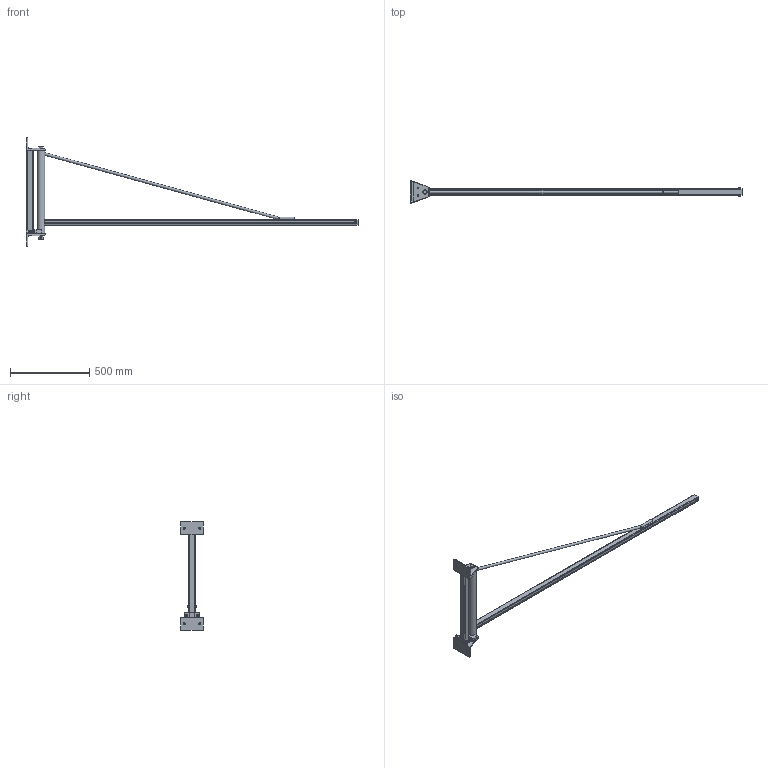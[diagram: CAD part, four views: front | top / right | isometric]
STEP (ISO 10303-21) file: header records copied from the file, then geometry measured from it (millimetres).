
FILE_DESCRIPTION(('STEP AP214'),'1');
FILE_NAME('PMH Väggsvängkran Frej 35-2.stp','2013-08-16T07:39:14',(' '),(' '),'Spatial InterOp 3D',' ',' ');
FILE_SCHEMA(('automotive_design'));
Length unit declared in the file: millimetre
Products named in the file (35): F0035-2; Ø48.3, L = 520 T = 4; Profil 3; _ndstopp Profil 3; Polyfjäder 20s/8,5 (hårdhet 90), L=30; Bultf_rband M8x50, M8 L_smutter; M6S M8x50; DIN_985 M8; Rundstång; PMH Vaggsvangkran Frej 35-2; V_ggf_ste I; 120x80x12, L = 145; 120x80x12, L=145; KKR 40x40, T=4, L=525; Plattjärn 40x5, L=100; Broms V_ggf_ste I; Bromsback Väggfäste I; Bolt Assembly; Tryckfjäder Ø14/10,5, L=24; M6M M10; Gängstång M10x65; Axel I, L=582; Axelkant  I; Axel I; Distansbricka I; Hylsa I; Bultf_rband M6x35, M6 L_smutter; M6S M6x35; DIN_985 M6
Assembly tree (34 placements, depth 5):
  PMH Vaggsvangkran Frej 35-2
    F0035-2
      Ø48.3, L = 520 T = 4
      Profil 3
      _ndstopp Profil 3
        Polyfjäder 20s/8,5 (hårdhet 90), L=30
        Bultf_rband M8x50, M8 L_smutter
          M6S M8x50
          DIN_985 M8
      Rundstång
    V_ggf_ste I
      120x80x12, L = 145
      120x80x12, L=145
      KKR 40x40, T=4, L=525
      Plattjärn 40x5, L=100
      Broms V_ggf_ste I
        Bromsback Väggfäste I
        Bolt Assembly
          Tryckfjäder Ø14/10,5, L=24
          M6M M10
          M6M M10
          Gängstång M10x65
        Bolt Assembly
          Tryckfjäder Ø14/10,5, L=24
          M6M M10
          M6M M10
          Gängstång M10x65
      Axel I, L=582
        Axelkant  I
        Axel I
        Distansbricka I
        Hylsa I
        Bultf_rband M6x35, M6 L_smutter
          M6S M6x35
          DIN_985 M6
Bounding box: 2095 x 145 x 685 mm (x, y, z)
Volume: 2345169.8 mm3; surface area: 1031106.2 mm2
Topology: 25 solids, 25 shells, 324 faces, 727 edges, 454 vertices
Faces by surface type: plane 153, cone 95, cylinder 69, bspline 6, torus 1
Full cylindrical faces by diameter (mm): 4.5 x1, 5.46 x1, 6 x2, 7 x5, 7.28 x1, 8 x2, 8.5 x3, 10 x5, 11 x2, 13 x5, 16 x2, 20 x5, 21 x2, 26 x2, 27 x1, 40.3 x1, 48.3 x1
Entity records: 15615 total; most frequent: CARTESIAN_POINT 5692, DIRECTION 1403, ORIENTED_EDGE 1288, EDGE_CURVE 644, AXIS2_PLACEMENT_3D 584, EDGE_LOOP 439, VERTEX_POINT 435, FACE_OUTER_BOUND 372
